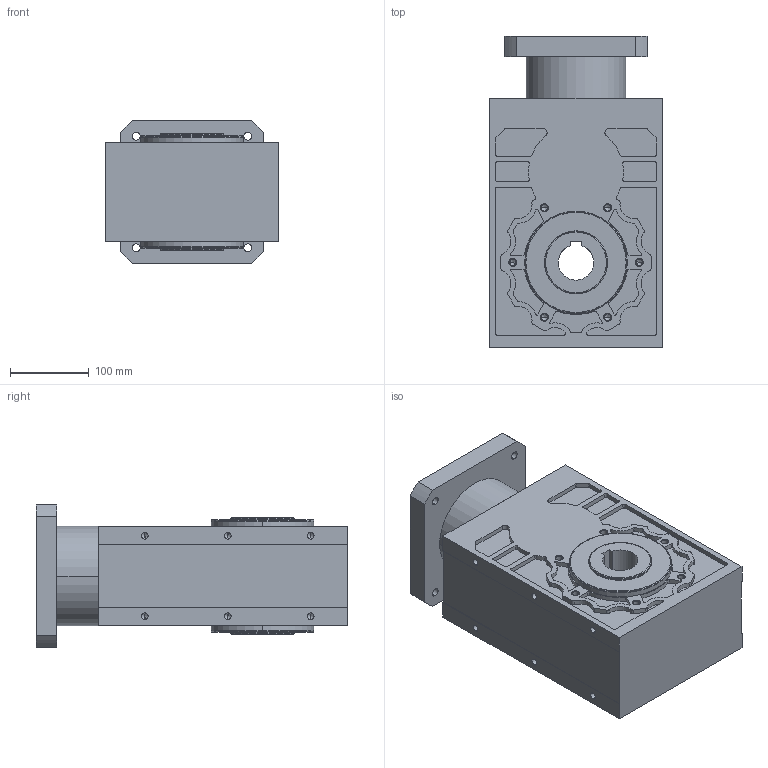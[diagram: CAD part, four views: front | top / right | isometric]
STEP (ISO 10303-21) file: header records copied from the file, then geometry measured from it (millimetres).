
FILE_DESCRIPTION((''),'2;1');
FILE_NAME('AT220-S3-180','2022-06-29T12:06:10',('Administrator'),(''),'CREO PARAMETRIC BY PTC INC, 2019010','CREO PARAMETRIC BY PTC INC, 2019010','');
FILE_SCHEMA(('CONFIG_CONTROL_DESIGN'));
Length unit declared in the file: millimetre
Products named in the file (1): AT220-S3-180
Bounding box: 220 x 394.5 x 180 mm (x, y, z)
Volume: 9572130 mm3; surface area: 456578.7 mm2
Topology: 1 solids, 1 shells, 534 faces, 1608 edges, 1082 vertices
Faces by surface type: cylinder 293, plane 153, cone 72, torus 16
Entity records: 18373 total; most frequent: DIRECTION 3460, CARTESIAN_POINT 3191, ORIENTED_EDGE 3120, EDGE_CURVE 1560, AXIS2_PLACEMENT_3D 1370, VERTEX_POINT 1082, CIRCLE 836, VECTOR 720
